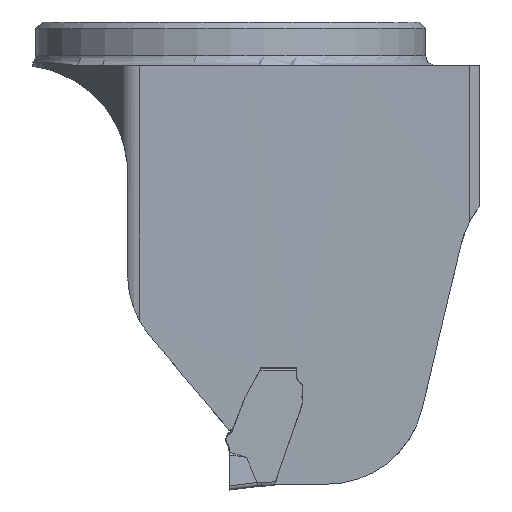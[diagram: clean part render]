
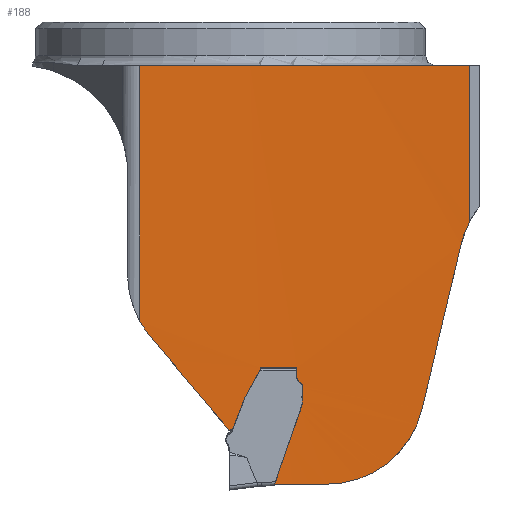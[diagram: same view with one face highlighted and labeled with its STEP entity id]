
A CAD part, left-side view. The second image highlights one B-rep face of the part: STEP entity #188.
In plain terms, the highlighted cylindrical face has radius 494.4 mm (diameter 988.8 mm), a partial arc.
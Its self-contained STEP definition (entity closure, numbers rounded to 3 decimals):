
#188=ADVANCED_FACE('CL_R_SU1',(#286),#259,.F.);
#259=CYLINDRICAL_SURFACE('',#1382,494.4);
#286=FACE_OUTER_BOUND('',#336,.T.);
#336=EDGE_LOOP('',(#559,#560,#561,#562,#563,#564,#565,#566,#567,#568,#569,
#570,#571));
#433=CIRCLE('',#1378,494.4);
#434=CIRCLE('',#1380,494.4);
#469=ELLIPSE('',#1379,769.15,494.4);
#470=ELLIPSE('',#1381,2138.955,494.4);
#491=B_SPLINE_CURVE_WITH_KNOTS('',3,(#1893,#1894,#1895,#1896),
 .UNSPECIFIED.,.F.,.F.,(4,4),(0.,1.),.UNSPECIFIED.);
#492=B_SPLINE_CURVE_WITH_KNOTS('',3,(#1905,#1906,#1907,#1908),
 .UNSPECIFIED.,.F.,.F.,(4,4),(0.,1.),.UNSPECIFIED.);
#493=B_SPLINE_CURVE_WITH_KNOTS('',3,(#1912,#1913,#1914,#1915),
 .UNSPECIFIED.,.F.,.F.,(4,4),(0.,1.),.UNSPECIFIED.);
#494=B_SPLINE_CURVE_WITH_KNOTS('',3,(#1917,#1918,#1919,#1920,#1921,#1922,
#1923,#1924,#1925,#1926,#1927,#1928,#1929,#1930,#1931,#1932,#1933,#1934,
#1935,#1936,#1937,#1938),.UNSPECIFIED.,.F.,.F.,(4,3,3,3,3,3,3,4),(0.,0.441,
0.663,0.774,0.932,0.975,
0.991,1.),.UNSPECIFIED.);
#495=B_SPLINE_CURVE_WITH_KNOTS('',3,(#1940,#1941,#1942,#1943),
 .UNSPECIFIED.,.F.,.F.,(4,4),(0.,1.),.UNSPECIFIED.);
#496=B_SPLINE_CURVE_WITH_KNOTS('',3,(#1945,#1946,#1947,#1948,#1949,#1950,
#1951,#1952,#1953,#1954,#1955,#1956,#1957,#1958,#1959,#1960,#1961,#1962),
 .UNSPECIFIED.,.F.,.F.,(4,2,2,2,2,2,2,2,4),(0.,0.063,0.094,
0.125,0.156,0.188,0.25,
0.5,1.),.UNSPECIFIED.);
#497=B_SPLINE_CURVE_WITH_KNOTS('',3,(#1966,#1967,#1968,#1969,#1970,#1971),
 .UNSPECIFIED.,.F.,.F.,(4,2,4),(0.,0.5,1.),.UNSPECIFIED.);
#559=ORIENTED_EDGE('',*,*,#1019,.F.);
#560=ORIENTED_EDGE('',*,*,#1020,.F.);
#561=ORIENTED_EDGE('',*,*,#1021,.T.);
#562=ORIENTED_EDGE('',*,*,#1022,.F.);
#563=ORIENTED_EDGE('',*,*,#1023,.T.);
#564=ORIENTED_EDGE('',*,*,#1024,.T.);
#565=ORIENTED_EDGE('',*,*,#1025,.F.);
#566=ORIENTED_EDGE('',*,*,#1026,.T.);
#567=ORIENTED_EDGE('',*,*,#1027,.T.);
#568=ORIENTED_EDGE('',*,*,#1028,.T.);
#569=ORIENTED_EDGE('',*,*,#1029,.T.);
#570=ORIENTED_EDGE('',*,*,#1030,.F.);
#571=ORIENTED_EDGE('',*,*,#1031,.F.);
#899=VERTEX_POINT('',#1897);
#900=VERTEX_POINT('',#1898);
#901=VERTEX_POINT('',#1900);
#902=VERTEX_POINT('',#1902);
#903=VERTEX_POINT('',#1904);
#904=VERTEX_POINT('',#1909);
#905=VERTEX_POINT('',#1911);
#906=VERTEX_POINT('',#1916);
#907=VERTEX_POINT('',#1939);
#908=VERTEX_POINT('',#1944);
#909=VERTEX_POINT('',#1963);
#910=VERTEX_POINT('',#1965);
#911=VERTEX_POINT('',#1972);
#1019=EDGE_CURVE('',#899,#900,#491,.T.);
#1020=EDGE_CURVE('',#901,#899,#1178,.T.);
#1021=EDGE_CURVE('',#901,#902,#433,.T.);
#1022=EDGE_CURVE('',#903,#902,#1179,.T.);
#1023=EDGE_CURVE('',#903,#904,#492,.T.);
#1024=EDGE_CURVE('',#904,#905,#469,.T.);
#1025=EDGE_CURVE('',#906,#905,#493,.T.);
#1026=EDGE_CURVE('',#906,#907,#494,.T.);
#1027=EDGE_CURVE('',#907,#908,#495,.T.);
#1028=EDGE_CURVE('',#908,#909,#496,.T.);
#1029=EDGE_CURVE('',#909,#910,#434,.T.);
#1030=EDGE_CURVE('',#911,#910,#497,.T.);
#1031=EDGE_CURVE('',#900,#911,#470,.T.);
#1178=LINE('',#1899,#1235);
#1179=LINE('',#1903,#1236);
#1235=VECTOR('',#1515,1.);
#1236=VECTOR('',#1518,1.);
#1378=AXIS2_PLACEMENT_3D('',#1901,#1516,#1517);
#1379=AXIS2_PLACEMENT_3D('',#1910,#1519,#1520);
#1380=AXIS2_PLACEMENT_3D('',#1964,#1521,#1522);
#1381=AXIS2_PLACEMENT_3D('',#1973,#1523,#1524);
#1382=AXIS2_PLACEMENT_3D('',#1974,#1525,#1526);
#1515=DIRECTION('',(0.,0.,-1.));
#1516=DIRECTION('',(0.,0.,1.));
#1517=DIRECTION('',(-1.,0.,0.));
#1518=DIRECTION('',(0.,0.,1.));
#1519=DIRECTION('',(0.,0.766,-0.643));
#1520=DIRECTION('',(0.,-0.643,-0.766));
#1521=DIRECTION('',(0.,0.,-1.));
#1522=DIRECTION('',(-1.,0.,0.));
#1523=DIRECTION('',(0.,0.973,0.231));
#1524=DIRECTION('',(0.,0.231,-0.973));
#1525=DIRECTION('',(0.,0.,-1.));
#1526=DIRECTION('',(-1.,0.,0.));
#1893=CARTESIAN_POINT('',(-24.713,-24.517,-20.483));
#1894=CARTESIAN_POINT('',(-24.694,-24.126,-21.233));
#1895=CARTESIAN_POINT('',(-24.68,-23.832,-22.019));
#1896=CARTESIAN_POINT('',(-24.67,-23.637,-22.842));
#1897=CARTESIAN_POINT('',(-24.713,-24.517,-20.483));
#1898=CARTESIAN_POINT('',(-24.67,-23.637,-22.842));
#1899=CARTESIAN_POINT('',(-24.713,-24.517,63.76));
#1900=CARTESIAN_POINT('',(-24.713,-24.517,-4.475));
#1901=CARTESIAN_POINT('',(-518.5,0.1,-4.475));
#1902=CARTESIAN_POINT('',(-24.186,9.307,-4.475));
#1903=CARTESIAN_POINT('',(-24.186,9.307,-110.675));
#1904=CARTESIAN_POINT('',(-24.186,9.307,-30.687));
#1905=CARTESIAN_POINT('',(-24.186,9.307,-30.687));
#1906=CARTESIAN_POINT('',(-24.18,8.999,-31.241));
#1907=CARTESIAN_POINT('',(-24.174,8.64,-31.765));
#1908=CARTESIAN_POINT('',(-24.167,8.226,-32.258));
#1909=CARTESIAN_POINT('',(-24.167,8.226,-32.258));
#1910=CARTESIAN_POINT('',(-518.5,0.1,-41.942));
#1911=CARTESIAN_POINT('',(-24.1,0.171,-41.858));
#1912=CARTESIAN_POINT('',(-24.1,-0.211,-41.811));
#1913=CARTESIAN_POINT('',(-24.1,-0.084,-41.826));
#1914=CARTESIAN_POINT('',(-24.1,0.043,-41.842));
#1915=CARTESIAN_POINT('',(-24.1,0.171,-41.858));
#1916=CARTESIAN_POINT('',(-24.1,-0.211,-41.811));
#1917=CARTESIAN_POINT('',(-24.1,-0.211,-41.811));
#1918=CARTESIAN_POINT('',(-24.1,-0.577,-40.852));
#1919=CARTESIAN_POINT('',(-24.101,-0.943,-39.894));
#1920=CARTESIAN_POINT('',(-24.102,-1.31,-38.936));
#1921=CARTESIAN_POINT('',(-24.103,-1.493,-38.455));
#1922=CARTESIAN_POINT('',(-24.103,-1.739,-37.998));
#1923=CARTESIAN_POINT('',(-24.104,-1.991,-37.549));
#1924=CARTESIAN_POINT('',(-24.105,-2.116,-37.326));
#1925=CARTESIAN_POINT('',(-24.106,-2.242,-37.102));
#1926=CARTESIAN_POINT('',(-24.106,-2.367,-36.878));
#1927=CARTESIAN_POINT('',(-24.107,-2.547,-36.558));
#1928=CARTESIAN_POINT('',(-24.108,-2.727,-36.238));
#1929=CARTESIAN_POINT('',(-24.109,-2.907,-35.918));
#1930=CARTESIAN_POINT('',(-24.109,-2.955,-35.831));
#1931=CARTESIAN_POINT('',(-24.11,-3.013,-35.749));
#1932=CARTESIAN_POINT('',(-24.11,-3.051,-35.656));
#1933=CARTESIAN_POINT('',(-24.11,-3.065,-35.621));
#1934=CARTESIAN_POINT('',(-24.11,-3.072,-35.582));
#1935=CARTESIAN_POINT('',(-24.11,-3.071,-35.544));
#1936=CARTESIAN_POINT('',(-24.11,-3.071,-35.524));
#1937=CARTESIAN_POINT('',(-24.11,-3.07,-35.504));
#1938=CARTESIAN_POINT('',(-24.11,-3.07,-35.483));
#1939=CARTESIAN_POINT('',(-24.11,-3.07,-35.483));
#1940=CARTESIAN_POINT('',(-24.11,-3.07,-35.483));
#1941=CARTESIAN_POINT('',(-24.118,-4.313,-35.481));
#1942=CARTESIAN_POINT('',(-24.131,-5.557,-35.478));
#1943=CARTESIAN_POINT('',(-24.148,-6.8,-35.473));
#1944=CARTESIAN_POINT('',(-24.148,-6.8,-35.473));
#1945=CARTESIAN_POINT('',(-24.148,-6.8,-35.473));
#1946=CARTESIAN_POINT('',(-24.148,-6.8,-35.734));
#1947=CARTESIAN_POINT('',(-24.148,-6.8,-35.996));
#1948=CARTESIAN_POINT('',(-24.148,-6.8,-36.388));
#1949=CARTESIAN_POINT('',(-24.148,-6.784,-36.523));
#1950=CARTESIAN_POINT('',(-24.149,-6.866,-36.775));
#1951=CARTESIAN_POINT('',(-24.151,-6.969,-36.868));
#1952=CARTESIAN_POINT('',(-24.153,-7.173,-37.039));
#1953=CARTESIAN_POINT('',(-24.155,-7.286,-37.119));
#1954=CARTESIAN_POINT('',(-24.157,-7.406,-37.356));
#1955=CARTESIAN_POINT('',(-24.157,-7.4,-37.493));
#1956=CARTESIAN_POINT('',(-24.157,-7.4,-37.887));
#1957=CARTESIAN_POINT('',(-24.157,-7.4,-38.15));
#1958=CARTESIAN_POINT('',(-24.157,-7.4,-39.463));
#1959=CARTESIAN_POINT('',(-24.15,-6.921,-40.436));
#1960=CARTESIAN_POINT('',(-24.136,-5.889,-43.421));
#1961=CARTESIAN_POINT('',(-24.128,-5.202,-45.41));
#1962=CARTESIAN_POINT('',(-24.122,-4.515,-47.4));
#1963=CARTESIAN_POINT('',(-24.122,-4.515,-47.4));
#1964=CARTESIAN_POINT('',(-518.5,0.1,-47.4));
#1965=CARTESIAN_POINT('',(-24.201,-9.9,-47.4));
#1966=CARTESIAN_POINT('',(-24.494,-19.629,-39.711));
#1967=CARTESIAN_POINT('',(-24.473,-19.109,-41.901));
#1968=CARTESIAN_POINT('',(-24.423,-17.865,-43.851));
#1969=CARTESIAN_POINT('',(-24.308,-14.338,-46.639));
#1970=CARTESIAN_POINT('',(-24.247,-12.15,-47.4));
#1971=CARTESIAN_POINT('',(-24.201,-9.9,-47.4));
#1972=CARTESIAN_POINT('',(-24.494,-19.629,-39.711));
#1973=CARTESIAN_POINT('',(-518.5,0.1,-122.756));
#1974=CARTESIAN_POINT('',(-518.5,0.1,63.76));
